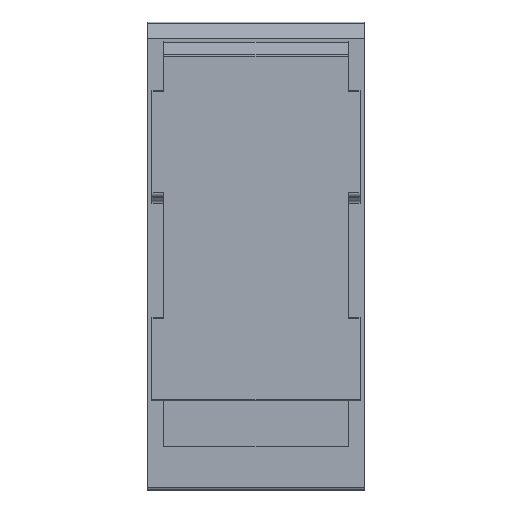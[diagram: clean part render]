
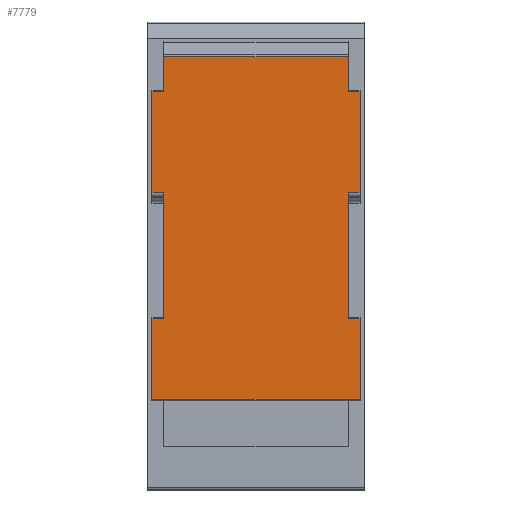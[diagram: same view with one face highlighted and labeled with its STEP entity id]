
A CAD part, front view. The second image highlights one B-rep face of the part: STEP entity #7779.
In plain terms, the highlighted planar face has unit normal (0, -1, 0).
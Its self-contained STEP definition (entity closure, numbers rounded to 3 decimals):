
#19 = ORIENTED_EDGE ( 'NONE', *, *, #5320, .T. ) ;
#62 = CARTESIAN_POINT ( 'NONE',  ( -20.1, -2.4, -11.553 ) ) ;
#98 = PLANE ( 'NONE',  #7273 ) ;
#132 = CARTESIAN_POINT ( 'NONE',  ( -17.1, -2.4, -11.553 ) ) ;
#315 = CARTESIAN_POINT ( 'NONE',  ( -21.1, -2.4, 30.447 ) ) ;
#422 = DIRECTION ( 'NONE',  ( 0., 0., -1. ) ) ;
#424 = ORIENTED_EDGE ( 'NONE', *, *, #5415, .F. ) ;
#477 = VERTEX_POINT ( 'NONE', #132 ) ;
#546 = LINE ( 'NONE', #6666, #9575 ) ;
#604 = VERTEX_POINT ( 'NONE', #9202 ) ;
#669 = DIRECTION ( 'NONE',  ( -1., 0., 0. ) ) ;
#672 = VERTEX_POINT ( 'NONE', #5263 ) ;
#752 = EDGE_CURVE ( 'NONE', #6375, #477, #3867, .T. ) ;
#796 = VERTEX_POINT ( 'NONE', #3631 ) ;
#809 = FACE_OUTER_BOUND ( 'NONE', #1243, .T. ) ;
#823 = LINE ( 'NONE', #1953, #2440 ) ;
#839 = EDGE_CURVE ( 'NONE', #2991, #8966, #5034, .T. ) ;
#848 = VERTEX_POINT ( 'NONE', #6694 ) ;
#891 = VECTOR ( 'NONE', #9450, 1000. ) ;
#1083 = VERTEX_POINT ( 'NONE', #7000 ) ;
#1178 = ORIENTED_EDGE ( 'NONE', *, *, #752, .F. ) ;
#1226 = DIRECTION ( 'NONE',  ( 1., 0., 0. ) ) ;
#1236 = DIRECTION ( 'NONE',  ( 0., 0., 1. ) ) ;
#1239 = CARTESIAN_POINT ( 'NONE',  ( 20.1, -2.4, -11.553 ) ) ;
#1243 = EDGE_LOOP ( 'NONE', ( #8676, #5112, #6629, #1418, #1613, #3242, #9211, #424, #3080, #5276, #4446, #1178, #2812, #7335, #6233, #19 ) ) ;
#1418 = ORIENTED_EDGE ( 'NONE', *, *, #839, .T. ) ;
#1539 = EDGE_CURVE ( 'NONE', #796, #2139, #9058, .T. ) ;
#1543 = CARTESIAN_POINT ( 'NONE',  ( 19.25, -2.4, 39.7 ) ) ;
#1589 = DIRECTION ( 'NONE',  ( -1., 0., 0. ) ) ;
#1613 = ORIENTED_EDGE ( 'NONE', *, *, #1688, .F. ) ;
#1640 = LINE ( 'NONE', #3432, #4671 ) ;
#1688 = EDGE_CURVE ( 'NONE', #4457, #8966, #4078, .T. ) ;
#1792 = DIRECTION ( 'NONE',  ( 0., 0., -1. ) ) ;
#1951 = LINE ( 'NONE', #1239, #891 ) ;
#1953 = CARTESIAN_POINT ( 'NONE',  ( -17.1, -2.4, 11.1 ) ) ;
#2050 = EDGE_CURVE ( 'NONE', #6375, #672, #8928, .T. ) ;
#2139 = VERTEX_POINT ( 'NONE', #6459 ) ;
#2214 = VECTOR ( 'NONE', #3561, 1000. ) ;
#2274 = EDGE_CURVE ( 'NONE', #672, #848, #9501, .T. ) ;
#2426 = EDGE_CURVE ( 'NONE', #4457, #6042, #7533, .T. ) ;
#2440 = VECTOR ( 'NONE', #1236, 1000. ) ;
#2484 = EDGE_CURVE ( 'NONE', #2991, #2139, #8690, .T. ) ;
#2745 = EDGE_CURVE ( 'NONE', #477, #9204, #823, .T. ) ;
#2812 = ORIENTED_EDGE ( 'NONE', *, *, #2050, .T. ) ;
#2813 = VECTOR ( 'NONE', #422, 1000. ) ;
#2948 = CARTESIAN_POINT ( 'NONE',  ( 19.25, -2.4, 30.447 ) ) ;
#2991 = VERTEX_POINT ( 'NONE', #2948 ) ;
#3055 = CARTESIAN_POINT ( 'NONE',  ( -19.25, -2.4, -11.553 ) ) ;
#3080 = ORIENTED_EDGE ( 'NONE', *, *, #5454, .T. ) ;
#3204 = CARTESIAN_POINT ( 'NONE',  ( 17.1, -2.4, 36.874 ) ) ;
#3242 = ORIENTED_EDGE ( 'NONE', *, *, #2426, .T. ) ;
#3377 = CARTESIAN_POINT ( 'NONE',  ( -19.25, -2.4, 39.7 ) ) ;
#3408 = VECTOR ( 'NONE', #4415, 1000. ) ;
#3409 = LINE ( 'NONE', #8521, #6422 ) ;
#3432 = CARTESIAN_POINT ( 'NONE',  ( -17.1, -2.4, 11.66 ) ) ;
#3541 = CARTESIAN_POINT ( 'NONE',  ( 17.1, -2.4, 30.447 ) ) ;
#3561 = DIRECTION ( 'NONE',  ( 0., 0., -1. ) ) ;
#3597 = VECTOR ( 'NONE', #1792, 1000. ) ;
#3631 = CARTESIAN_POINT ( 'NONE',  ( 17.1, -2.4, 11.66 ) ) ;
#3765 = CARTESIAN_POINT ( 'NONE',  ( -17.1, -2.4, 11.66 ) ) ;
#3851 = VECTOR ( 'NONE', #6993, 1000. ) ;
#3867 = LINE ( 'NONE', #62, #3408 ) ;
#4078 = LINE ( 'NONE', #3541, #2214 ) ;
#4085 = LINE ( 'NONE', #9216, #3851 ) ;
#4106 = LINE ( 'NONE', #315, #9538 ) ;
#4154 = CARTESIAN_POINT ( 'NONE',  ( -17.1, -2.4, 36.874 ) ) ;
#4223 = VERTEX_POINT ( 'NONE', #6507 ) ;
#4415 = DIRECTION ( 'NONE',  ( 1., 0., 0. ) ) ;
#4446 = ORIENTED_EDGE ( 'NONE', *, *, #2745, .F. ) ;
#4457 = VERTEX_POINT ( 'NONE', #3204 ) ;
#4522 = CARTESIAN_POINT ( 'NONE',  ( 19.25, -2.4, 39.7 ) ) ;
#4671 = VECTOR ( 'NONE', #6339, 1000. ) ;
#4819 = DIRECTION ( 'NONE',  ( 0., 0., -1. ) ) ;
#5007 = VECTOR ( 'NONE', #8063, 1000. ) ;
#5034 = LINE ( 'NONE', #8799, #5264 ) ;
#5112 = ORIENTED_EDGE ( 'NONE', *, *, #1539, .T. ) ;
#5252 = LINE ( 'NONE', #8584, #2813 ) ;
#5263 = CARTESIAN_POINT ( 'NONE',  ( -19.25, -2.4, -26.517 ) ) ;
#5264 = VECTOR ( 'NONE', #669, 1000. ) ;
#5276 = ORIENTED_EDGE ( 'NONE', *, *, #7504, .T. ) ;
#5320 = EDGE_CURVE ( 'NONE', #604, #8827, #1951, .T. ) ;
#5415 = EDGE_CURVE ( 'NONE', #1083, #4223, #4106, .T. ) ;
#5454 = EDGE_CURVE ( 'NONE', #1083, #6203, #3409, .T. ) ;
#5802 = CARTESIAN_POINT ( 'NONE',  ( -19.25, -2.4, 11.66 ) ) ;
#5970 = CARTESIAN_POINT ( 'NONE',  ( -17.1, -2.4, 36.874 ) ) ;
#6042 = VERTEX_POINT ( 'NONE', #4154 ) ;
#6095 = CARTESIAN_POINT ( 'NONE',  ( 17.1, -2.4, -11.553 ) ) ;
#6203 = VERTEX_POINT ( 'NONE', #5802 ) ;
#6233 = ORIENTED_EDGE ( 'NONE', *, *, #7385, .F. ) ;
#6339 = DIRECTION ( 'NONE',  ( 1., 0., 0. ) ) ;
#6375 = VERTEX_POINT ( 'NONE', #3055 ) ;
#6422 = VECTOR ( 'NONE', #4819, 1000. ) ;
#6459 = CARTESIAN_POINT ( 'NONE',  ( 19.25, -2.4, 11.66 ) ) ;
#6507 = CARTESIAN_POINT ( 'NONE',  ( -17.1, -2.4, 30.447 ) ) ;
#6556 = CARTESIAN_POINT ( 'NONE',  ( 19.25, -2.4, -26.517 ) ) ;
#6629 = ORIENTED_EDGE ( 'NONE', *, *, #2484, .F. ) ;
#6666 = CARTESIAN_POINT ( 'NONE',  ( 17.1, -2.4, 11.1 ) ) ;
#6694 = CARTESIAN_POINT ( 'NONE',  ( 19.25, -2.4, -26.517 ) ) ;
#6862 = EDGE_CURVE ( 'NONE', #6042, #4223, #5252, .T. ) ;
#6870 = VECTOR ( 'NONE', #1226, 1000. ) ;
#6993 = DIRECTION ( 'NONE',  ( 0., 0., -1. ) ) ;
#7000 = CARTESIAN_POINT ( 'NONE',  ( -19.25, -2.4, 30.447 ) ) ;
#7273 = AXIS2_PLACEMENT_3D ( 'NONE', #1543, #8196, #7493 ) ;
#7335 = ORIENTED_EDGE ( 'NONE', *, *, #2274, .T. ) ;
#7385 = EDGE_CURVE ( 'NONE', #604, #848, #4085, .T. ) ;
#7493 = DIRECTION ( 'NONE',  ( 1., 0., 0. ) ) ;
#7504 = EDGE_CURVE ( 'NONE', #6203, #9204, #1640, .T. ) ;
#7533 = LINE ( 'NONE', #5970, #7986 ) ;
#7779 = ADVANCED_FACE ( 'NONE', ( #809 ), #98, .F. ) ;
#7789 = CARTESIAN_POINT ( 'NONE',  ( 19.25, -2.4, 11.66 ) ) ;
#7882 = VECTOR ( 'NONE', #8193, 1000. ) ;
#7986 = VECTOR ( 'NONE', #1589, 1000. ) ;
#8063 = DIRECTION ( 'NONE',  ( 1., 0., 0. ) ) ;
#8193 = DIRECTION ( 'NONE',  ( 0., 0., -1. ) ) ;
#8196 = DIRECTION ( 'NONE',  ( 0., 1., 0. ) ) ;
#8521 = CARTESIAN_POINT ( 'NONE',  ( -19.25, -2.4, 39.7 ) ) ;
#8584 = CARTESIAN_POINT ( 'NONE',  ( -17.1, -2.4, 30.447 ) ) ;
#8676 = ORIENTED_EDGE ( 'NONE', *, *, #9483, .F. ) ;
#8690 = LINE ( 'NONE', #4522, #7882 ) ;
#8799 = CARTESIAN_POINT ( 'NONE',  ( 21.1, -2.4, 30.447 ) ) ;
#8827 = VERTEX_POINT ( 'NONE', #6095 ) ;
#8928 = LINE ( 'NONE', #3377, #3597 ) ;
#8966 = VERTEX_POINT ( 'NONE', #9102 ) ;
#9058 = LINE ( 'NONE', #7789, #6870 ) ;
#9102 = CARTESIAN_POINT ( 'NONE',  ( 17.1, -2.4, 30.447 ) ) ;
#9202 = CARTESIAN_POINT ( 'NONE',  ( 19.25, -2.4, -11.553 ) ) ;
#9204 = VERTEX_POINT ( 'NONE', #3765 ) ;
#9211 = ORIENTED_EDGE ( 'NONE', *, *, #6862, .T. ) ;
#9216 = CARTESIAN_POINT ( 'NONE',  ( 19.25, -2.4, 39.7 ) ) ;
#9221 = DIRECTION ( 'NONE',  ( 1., 0., 0. ) ) ;
#9450 = DIRECTION ( 'NONE',  ( -1., 0., 0. ) ) ;
#9483 = EDGE_CURVE ( 'NONE', #796, #8827, #546, .T. ) ;
#9501 = LINE ( 'NONE', #6556, #5007 ) ;
#9538 = VECTOR ( 'NONE', #9221, 1000. ) ;
#9566 = DIRECTION ( 'NONE',  ( 0., 0., -1. ) ) ;
#9575 = VECTOR ( 'NONE', #9566, 1000. ) ;
